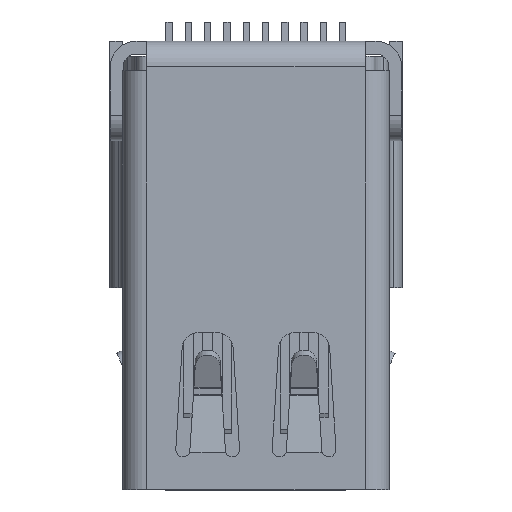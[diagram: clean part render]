
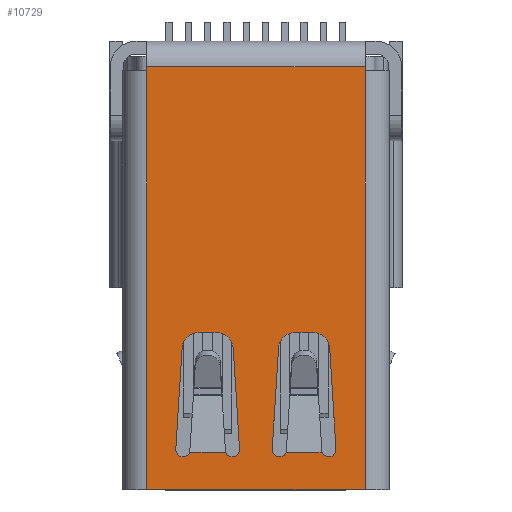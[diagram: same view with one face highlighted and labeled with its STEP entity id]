
A CAD part, top view. The second image highlights one B-rep face of the part: STEP entity #10729.
In plain terms, the highlighted planar face has unit normal (0, 0, 1).
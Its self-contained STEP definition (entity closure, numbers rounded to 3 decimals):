
#2146=CARTESIAN_POINT('',(-3.4,5.63,8.2));
#2147=VERTEX_POINT('',#2146);
#2154=CARTESIAN_POINT('',(-3.4,5.752,8.2));
#2155=VERTEX_POINT('',#2154);
#2156=CARTESIAN_POINT('',(-3.4,5.63,8.2));
#2157=DIRECTION('',(0.0,1.0,0.0));
#2158=VECTOR('',#2157,0.122);
#2159=LINE('',#2156,#2158);
#2160=EDGE_CURVE('',#2147,#2155,#2159,.T.);
#4696=CARTESIAN_POINT('',(0.942,-6.234,8.2));
#4697=VERTEX_POINT('',#4696);
#5262=CARTESIAN_POINT('',(2.058,-6.234,8.2));
#5263=VERTEX_POINT('',#5262);
#5290=CARTESIAN_POINT('',(2.058,-6.234,8.2));
#5291=DIRECTION('',(-1.0,0.,0.0));
#5292=VECTOR('',#5291,1.116);
#5293=LINE('',#5290,#5292);
#5294=EDGE_CURVE('',#5263,#4697,#5293,.T.);
#5391=CARTESIAN_POINT('',(-2.058,-6.234,8.2));
#5392=VERTEX_POINT('',#5391);
#5957=CARTESIAN_POINT('',(-0.942,-6.234,8.2));
#5958=VERTEX_POINT('',#5957);
#5985=CARTESIAN_POINT('',(-0.942,-6.234,8.2));
#5986=DIRECTION('',(-1.0,0.,0.0));
#5987=VECTOR('',#5986,1.116);
#5988=LINE('',#5985,#5987);
#5989=EDGE_CURVE('',#5958,#5392,#5988,.T.);
#8604=CARTESIAN_POINT('',(3.4,5.63,8.2));
#8605=VERTEX_POINT('',#8604);
#8639=CARTESIAN_POINT('',(-3.4,-7.4,8.2));
#8640=VERTEX_POINT('',#8639);
#8648=CARTESIAN_POINT('',(-3.4,5.63,8.2));
#8649=DIRECTION('',(0.0,-1.0,0.0));
#8650=VECTOR('',#8649,13.03);
#8651=LINE('',#8648,#8650);
#8652=EDGE_CURVE('',#2147,#8640,#8651,.T.);
#9040=CARTESIAN_POINT('',(1.206,-2.516,8.2));
#9041=VERTEX_POINT('',#9040);
#9048=CARTESIAN_POINT('',(0.707,-2.984,8.2));
#9049=VERTEX_POINT('',#9048);
#9050=CARTESIAN_POINT('',(1.206,-3.016,8.2));
#9051=DIRECTION('',(0.0,0.0,-1.0));
#9052=DIRECTION('',(-0.685,0.729,0.0));
#9053=AXIS2_PLACEMENT_3D('',#9050,#9051,#9052);
#9054=CIRCLE('',#9053,0.5);
#9055=EDGE_CURVE('',#9049,#9041,#9054,.T.);
#9080=CARTESIAN_POINT('',(0.508,-6.137,8.2));
#9081=VERTEX_POINT('',#9080);
#9082=CARTESIAN_POINT('',(0.508,-6.137,8.2));
#9083=DIRECTION('',(0.063,0.998,0.0));
#9084=VECTOR('',#9083,3.159);
#9085=LINE('',#9082,#9084);
#9086=EDGE_CURVE('',#9081,#9049,#9085,.T.);
#9110=CARTESIAN_POINT('',(0.733,-6.151,8.2));
#9111=DIRECTION('',(0.0,0.0,-1.0));
#9112=DIRECTION('',(-0.218,-0.976,0.0));
#9113=AXIS2_PLACEMENT_3D('',#9110,#9111,#9112);
#9114=CIRCLE('',#9113,0.225);
#9115=EDGE_CURVE('',#4697,#9081,#9114,.T.);
#9136=CARTESIAN_POINT('',(2.492,-6.137,8.2));
#9137=VERTEX_POINT('',#9136);
#9138=CARTESIAN_POINT('',(2.267,-6.151,8.2));
#9139=DIRECTION('',(0.0,0.0,-1.0));
#9140=DIRECTION('',(0.218,-0.976,0.0));
#9141=AXIS2_PLACEMENT_3D('',#9138,#9139,#9140);
#9142=CIRCLE('',#9141,0.225);
#9143=EDGE_CURVE('',#9137,#5263,#9142,.T.);
#9168=CARTESIAN_POINT('',(2.293,-2.984,8.2));
#9169=VERTEX_POINT('',#9168);
#9170=CARTESIAN_POINT('',(2.293,-2.984,8.2));
#9171=DIRECTION('',(0.063,-0.998,0.));
#9172=VECTOR('',#9171,3.159);
#9173=LINE('',#9170,#9172);
#9174=EDGE_CURVE('',#9169,#9137,#9173,.T.);
#9200=CARTESIAN_POINT('',(1.794,-2.516,8.2));
#9201=VERTEX_POINT('',#9200);
#9202=CARTESIAN_POINT('',(1.794,-3.016,8.2));
#9203=DIRECTION('',(0.0,0.0,-1.0));
#9204=DIRECTION('',(0.685,0.729,0.0));
#9205=AXIS2_PLACEMENT_3D('',#9202,#9203,#9204);
#9206=CIRCLE('',#9205,0.5);
#9207=EDGE_CURVE('',#9201,#9169,#9206,.T.);
#9230=CARTESIAN_POINT('',(1.206,-2.516,8.2));
#9231=DIRECTION('',(1.0,0.0,0.0));
#9232=VECTOR('',#9231,0.589);
#9233=LINE('',#9230,#9232);
#9234=EDGE_CURVE('',#9041,#9201,#9233,.T.);
#9256=CARTESIAN_POINT('',(-1.794,-2.516,8.2));
#9257=VERTEX_POINT('',#9256);
#9264=CARTESIAN_POINT('',(-2.293,-2.984,8.2));
#9265=VERTEX_POINT('',#9264);
#9266=CARTESIAN_POINT('',(-1.794,-3.016,8.2));
#9267=DIRECTION('',(0.0,0.0,-1.0));
#9268=DIRECTION('',(-0.685,0.729,0.0));
#9269=AXIS2_PLACEMENT_3D('',#9266,#9267,#9268);
#9270=CIRCLE('',#9269,0.5);
#9271=EDGE_CURVE('',#9265,#9257,#9270,.T.);
#9296=CARTESIAN_POINT('',(-2.492,-6.137,8.2));
#9297=VERTEX_POINT('',#9296);
#9298=CARTESIAN_POINT('',(-2.492,-6.137,8.2));
#9299=DIRECTION('',(0.063,0.998,0.0));
#9300=VECTOR('',#9299,3.159);
#9301=LINE('',#9298,#9300);
#9302=EDGE_CURVE('',#9297,#9265,#9301,.T.);
#9326=CARTESIAN_POINT('',(-2.267,-6.151,8.2));
#9327=DIRECTION('',(0.0,0.0,-1.0));
#9328=DIRECTION('',(-0.218,-0.976,0.0));
#9329=AXIS2_PLACEMENT_3D('',#9326,#9327,#9328);
#9330=CIRCLE('',#9329,0.225);
#9331=EDGE_CURVE('',#5392,#9297,#9330,.T.);
#9352=CARTESIAN_POINT('',(-0.508,-6.137,8.2));
#9353=VERTEX_POINT('',#9352);
#9354=CARTESIAN_POINT('',(-0.733,-6.151,8.2));
#9355=DIRECTION('',(0.0,0.0,-1.0));
#9356=DIRECTION('',(0.218,-0.976,0.0));
#9357=AXIS2_PLACEMENT_3D('',#9354,#9355,#9356);
#9358=CIRCLE('',#9357,0.225);
#9359=EDGE_CURVE('',#9353,#5958,#9358,.T.);
#9384=CARTESIAN_POINT('',(-0.707,-2.984,8.2));
#9385=VERTEX_POINT('',#9384);
#9386=CARTESIAN_POINT('',(-0.707,-2.984,8.2));
#9387=DIRECTION('',(0.063,-0.998,0.));
#9388=VECTOR('',#9387,3.159);
#9389=LINE('',#9386,#9388);
#9390=EDGE_CURVE('',#9385,#9353,#9389,.T.);
#9416=CARTESIAN_POINT('',(-1.206,-2.516,8.2));
#9417=VERTEX_POINT('',#9416);
#9418=CARTESIAN_POINT('',(-1.206,-3.016,8.2));
#9419=DIRECTION('',(0.0,0.0,-1.0));
#9420=DIRECTION('',(0.685,0.729,0.0));
#9421=AXIS2_PLACEMENT_3D('',#9418,#9419,#9420);
#9422=CIRCLE('',#9421,0.5);
#9423=EDGE_CURVE('',#9417,#9385,#9422,.T.);
#9446=CARTESIAN_POINT('',(-1.794,-2.516,8.2));
#9447=DIRECTION('',(1.0,0.0,0.0));
#9448=VECTOR('',#9447,0.589);
#9449=LINE('',#9446,#9448);
#9450=EDGE_CURVE('',#9257,#9417,#9449,.T.);
#10570=CARTESIAN_POINT('',(3.4,-7.4,8.2));
#10571=VERTEX_POINT('',#10570);
#10579=CARTESIAN_POINT('',(-3.4,-7.4,8.2));
#10580=DIRECTION('',(1.0,0.0,0.0));
#10581=VECTOR('',#10580,6.8);
#10582=LINE('',#10579,#10581);
#10583=EDGE_CURVE('',#8640,#10571,#10582,.T.);
#10673=CARTESIAN_POINT('',(3.4,5.63,8.2));
#10674=DIRECTION('',(0.0,-1.0,0.0));
#10675=VECTOR('',#10674,13.03);
#10676=LINE('',#10673,#10675);
#10677=EDGE_CURVE('',#8605,#10571,#10676,.T.);
#10684=CARTESIAN_POINT('',(0.,5.691,8.2));
#10685=DIRECTION('',(0.0,0.0,-1.0));
#10686=DIRECTION('',(1.0,0.0,0.0));
#10687=AXIS2_PLACEMENT_3D('',#10684,#10685,#10686);
#10688=PLANE('',#10687);
#10689=CARTESIAN_POINT('',(3.4,5.752,8.2));
#10690=VERTEX_POINT('',#10689);
#10691=CARTESIAN_POINT('',(3.4,5.752,8.2));
#10692=DIRECTION('',(0.0,-1.0,0.0));
#10693=VECTOR('',#10692,0.122);
#10694=LINE('',#10691,#10693);
#10695=EDGE_CURVE('',#10690,#8605,#10694,.T.);
#10696=ORIENTED_EDGE('',*,*,#10695,.F.);
#10697=CARTESIAN_POINT('',(-3.4,5.752,8.2));
#10698=DIRECTION('',(1.0,0.0,0.0));
#10699=VECTOR('',#10698,6.8);
#10700=LINE('',#10697,#10699);
#10701=EDGE_CURVE('',#2155,#10690,#10700,.T.);
#10702=ORIENTED_EDGE('',*,*,#10701,.F.);
#10703=ORIENTED_EDGE('',*,*,#2160,.F.);
#10704=ORIENTED_EDGE('',*,*,#8652,.T.);
#10705=ORIENTED_EDGE('',*,*,#10583,.T.);
#10706=ORIENTED_EDGE('',*,*,#10677,.F.);
#10707=EDGE_LOOP('',(#10696,#10702,#10703,#10704,#10705,#10706));
#10708=FACE_OUTER_BOUND('',#10707,.T.);
#10709=ORIENTED_EDGE('',*,*,#5294,.T.);
#10710=ORIENTED_EDGE('',*,*,#9115,.T.);
#10711=ORIENTED_EDGE('',*,*,#9086,.T.);
#10712=ORIENTED_EDGE('',*,*,#9055,.T.);
#10713=ORIENTED_EDGE('',*,*,#9234,.T.);
#10714=ORIENTED_EDGE('',*,*,#9207,.T.);
#10715=ORIENTED_EDGE('',*,*,#9174,.T.);
#10716=ORIENTED_EDGE('',*,*,#9143,.T.);
#10717=EDGE_LOOP('',(#10709,#10710,#10711,#10712,#10713,#10714,#10715,#10716));
#10718=FACE_BOUND('',#10717,.T.);
#10719=ORIENTED_EDGE('',*,*,#5989,.T.);
#10720=ORIENTED_EDGE('',*,*,#9331,.T.);
#10721=ORIENTED_EDGE('',*,*,#9302,.T.);
#10722=ORIENTED_EDGE('',*,*,#9271,.T.);
#10723=ORIENTED_EDGE('',*,*,#9450,.T.);
#10724=ORIENTED_EDGE('',*,*,#9423,.T.);
#10725=ORIENTED_EDGE('',*,*,#9390,.T.);
#10726=ORIENTED_EDGE('',*,*,#9359,.T.);
#10727=EDGE_LOOP('',(#10719,#10720,#10721,#10722,#10723,#10724,#10725,#10726));
#10728=FACE_BOUND('',#10727,.T.);
#10729=ADVANCED_FACE('',(#10708,#10718,#10728),#10688,.F.);
